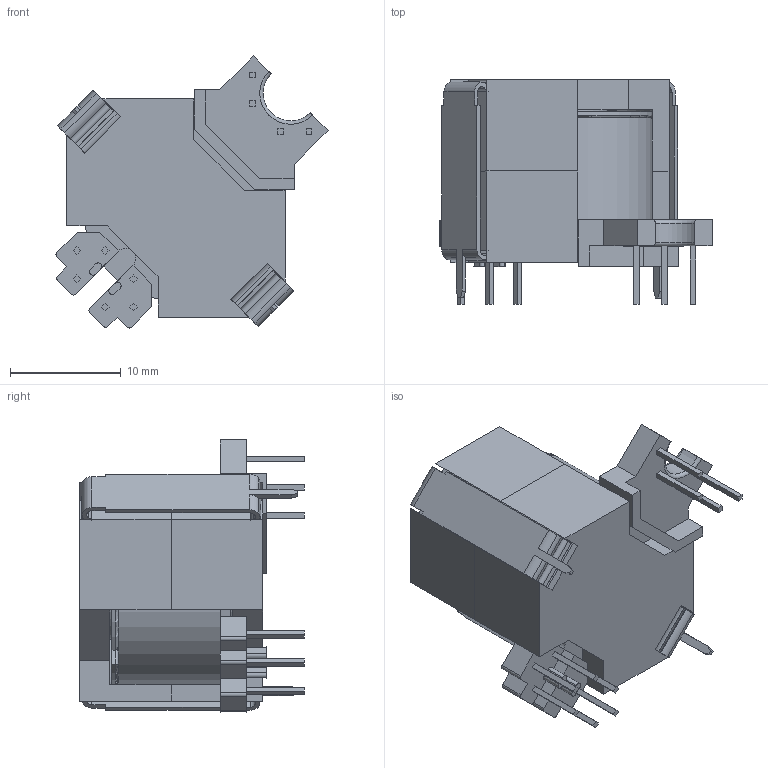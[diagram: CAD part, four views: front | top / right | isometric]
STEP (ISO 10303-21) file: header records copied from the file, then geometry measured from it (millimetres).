
FILE_DESCRIPTION (( 'STEP AP203' ), '1' );
FILE_NAME ('RM8_6835.STEP', '2022-11-03T13:21:28', ( '' ), ( '' ), 'SwSTEP 2.0', 'SolidWorks 2022', '' );
FILE_SCHEMA (( 'CONFIG_CONTROL_DESIGN' ));
Length unit declared in the file: millimetre
Products named in the file (5): 070-6835_coil; RM8_6835; 150-2623_6B; 070-6835_6A; 139-0050_6M
Assembly tree (6 placements, depth 2):
  RM8_6835
    070-6835_6A
    070-6835_coil
    139-0050_6M  x2
    150-2623_6B  x2
Bounding box: 24.55 x 20.25 x 24.55 mm (x, y, z)
Volume: 4942.9 mm3; surface area: 5844.5 mm2
Topology: 6 solids, 6 shells, 271 faces, 717 edges, 472 vertices
Faces by surface type: plane 194, cylinder 73, torus 4
Entity records: 6697 total; most frequent: CARTESIAN_POINT 1088, DIRECTION 1048, ORIENTED_EDGE 1044, EDGE_CURVE 522, LINE 408, VECTOR 408, VERTEX_POINT 344, AXIS2_PLACEMENT_3D 320
